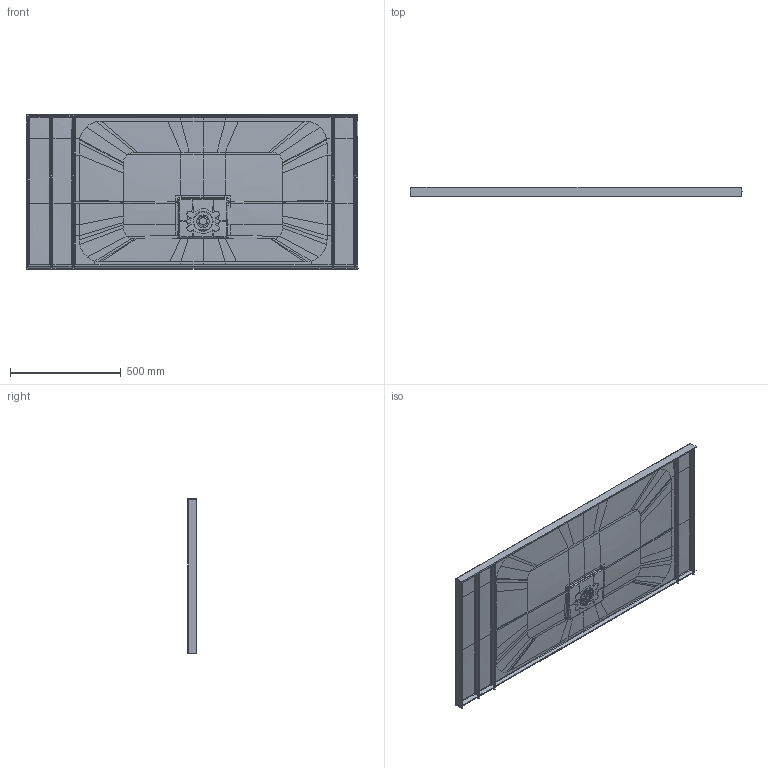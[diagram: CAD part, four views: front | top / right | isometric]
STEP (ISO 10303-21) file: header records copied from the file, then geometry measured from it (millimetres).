
FILE_DESCRIPTION((''),'2;1');
FILE_NAME('UDQ1680SQI2V-SQUARO-INFINITY_ASM','2024-05-31T15:15:29',('hegemanc'),('Villeroy & Boch Wellness bv'),'CREO PARAMETRIC BY PTC INC, 2022414','CREO PARAMETRIC BY PTC INC, 2022414','');
FILE_SCHEMA(('AP242_MANAGED_MODEL_BASED_3D_ENGINEERING_MIM_LF { 1 0 10303 442 1 1 4 }'));
Products named in the file (10): UDQ1680SQI2V_SQUARO_INFINITY_AF0; V3P1304-101; V3P1304-102; V3P1304-106; V3P1304-103; V3P1304-104; V3P1304-105; INFINITY_DEKSEL-GLIMLIJN_060722_ASM; LOGO_INFINITY_06072022; UDQ1680SQI2V-SQUARO-INFINITY_ASM
Assembly tree (12 placements, depth 3):
  UDQ1680SQI2V-SQUARO-INFINITY_ASM
    UDQ1680SQI2V_SQUARO_INFINITY_AF0
    INFINITY_DEKSEL-GLIMLIJN_060722_ASM
      V3P1304-101
      V3P1304-102
      V3P1304-106  x4
      V3P1304-103
      V3P1304-104
      V3P1304-105
    LOGO_INFINITY_06072022
Bounding box: 1500 x 40.18 x 700 mm (x, y, z)
Volume: 17728497.4 mm3; surface area: 2544907.4 mm2
Topology: 39 solids, 40 shells, 5928 faces, 14080 edges, 8232 vertices
Faces by surface type: bspline 2582, cylinder 1303, plane 988, extrusion 479, sphere 294, cone 144, torus 136, revolution 2
Entity records: 366151 total; most frequent: CARTESIAN_POINT 184073, ORIENTED_EDGE 27870, DIRECTION 16893, PRESENTATION_STYLE_ASSIGNMENT 15973, STYLED_ITEM 15973, EDGE_CURVE 13937, CURVE_STYLE 11290, VERTEX_POINT 8116
